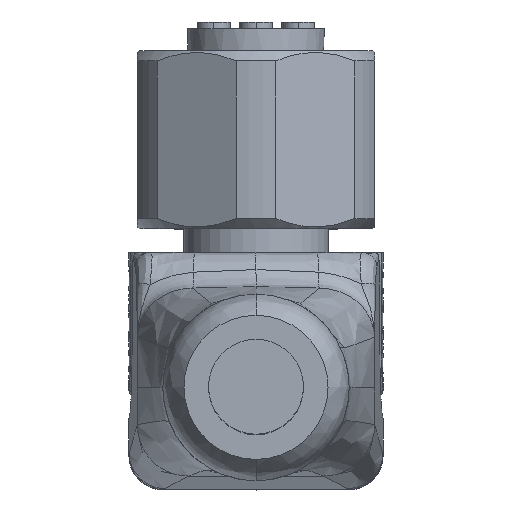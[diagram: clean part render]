
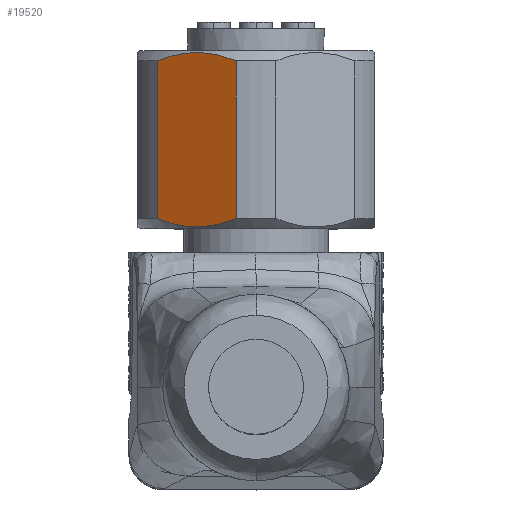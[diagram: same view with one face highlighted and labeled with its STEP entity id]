
A CAD part, top view. The second image highlights one B-rep face of the part: STEP entity #19520.
In plain terms, the highlighted planar face has unit normal (-0.5, 0, 0.866).
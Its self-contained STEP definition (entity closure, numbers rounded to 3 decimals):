
#4696=DIRECTION('',(0.,-1.,0.));
#4697=VECTOR('',#4696,9.3);
#4698=CARTESIAN_POINT('',(-5.832,20.2,4.716));
#4699=LINE('',#4698,#4697);
#4700=CARTESIAN_POINT('',(-1.168,10.9,7.408));
#4701=CARTESIAN_POINT('',(-1.331,10.832,7.314));
#4702=CARTESIAN_POINT('',(-1.653,10.711,7.128));
#4703=CARTESIAN_POINT('',(-2.123,10.572,6.857));
#4704=CARTESIAN_POINT('',(-2.586,10.473,6.59));
#4705=CARTESIAN_POINT('',(-3.044,10.413,6.325));
#4706=CARTESIAN_POINT('',(-3.5,10.393,6.062));
#4707=CARTESIAN_POINT('',(-3.956,10.413,5.799));
#4708=CARTESIAN_POINT('',(-4.414,10.473,5.534));
#4709=CARTESIAN_POINT('',(-4.877,10.572,5.267));
#4710=CARTESIAN_POINT('',(-5.347,10.711,4.996));
#4711=CARTESIAN_POINT('',(-5.669,10.832,4.81));
#4712=CARTESIAN_POINT('',(-5.832,10.9,4.716));
#4714=CARTESIAN_POINT('',(-1.168,20.2,7.408));
#4715=CARTESIAN_POINT('',(-1.331,20.268,7.314));
#4716=CARTESIAN_POINT('',(-1.653,20.389,7.128));
#4717=CARTESIAN_POINT('',(-2.123,20.528,6.857));
#4718=CARTESIAN_POINT('',(-2.586,20.627,6.59));
#4719=CARTESIAN_POINT('',(-3.044,20.687,6.325));
#4720=CARTESIAN_POINT('',(-3.5,20.707,6.062));
#4721=CARTESIAN_POINT('',(-3.956,20.687,5.799));
#4722=CARTESIAN_POINT('',(-4.414,20.627,5.534));
#4723=CARTESIAN_POINT('',(-4.877,20.528,5.267));
#4724=CARTESIAN_POINT('',(-5.347,20.389,4.996));
#4725=CARTESIAN_POINT('',(-5.669,20.268,4.81));
#4726=CARTESIAN_POINT('',(-5.832,20.2,4.716));
#4733=DIRECTION('',(0.,-1.,0.));
#4734=VECTOR('',#4733,9.3);
#4735=CARTESIAN_POINT('',(-1.168,20.2,7.408));
#4736=LINE('',#4735,#4734);
#7960=CARTESIAN_POINT('',(-1.168,20.2,7.408));
#7962=VERTEX_POINT('',#7960);
#7963=CARTESIAN_POINT('',(-5.832,20.2,4.716));
#7965=VERTEX_POINT('',#7963);
#7990=CARTESIAN_POINT('',(-1.168,10.9,7.408));
#7992=VERTEX_POINT('',#7990);
#7993=CARTESIAN_POINT('',(-5.832,10.9,4.716));
#7995=VERTEX_POINT('',#7993);
#19508=CARTESIAN_POINT('',(-7.,10.3,4.041));
#19509=DIRECTION('',(0.5,0.,-0.866));
#19510=DIRECTION('',(0.866,0.,0.5));
#19511=AXIS2_PLACEMENT_3D('',#19508,#19509,#19510);
#19512=PLANE('',#19511);
#19513=ORIENTED_EDGE('',*,*,#10223,.T.);
#19514=ORIENTED_EDGE('',*,*,#19503,.F.);
#19515=ORIENTED_EDGE('',*,*,#10118,.F.);
#19517=ORIENTED_EDGE('',*,*,#19516,.T.);
#19518=EDGE_LOOP('',(#19513,#19514,#19515,#19517));
#19519=FACE_OUTER_BOUND('',#19518,.F.);
#4713=B_SPLINE_CURVE_WITH_KNOTS('',3,(#4700,#4701,#4702,#4703,#4704,#4705,#4706,
#4707,#4708,#4709,#4710,#4711,#4712),.UNSPECIFIED.,.F.,.F.,(4,1,1,1,1,1,1,1,1,1,
4),(0.,0.1,0.2,0.3,0.4,0.5,0.6,0.7,0.8,0.9,1.),
.UNSPECIFIED.);
#4727=B_SPLINE_CURVE_WITH_KNOTS('',3,(#4714,#4715,#4716,#4717,#4718,#4719,#4720,
#4721,#4722,#4723,#4724,#4725,#4726),.UNSPECIFIED.,.F.,.F.,(4,1,1,1,1,1,1,1,1,1,
4),(0.,0.1,0.2,0.3,0.4,0.5,0.6,0.7,0.8,0.9,1.),
.UNSPECIFIED.);
#10118=EDGE_CURVE('',#7962,#7965,#4727,.T.);
#10223=EDGE_CURVE('',#7992,#7995,#4713,.T.);
#19503=EDGE_CURVE('',#7965,#7995,#4699,.T.);
#19516=EDGE_CURVE('',#7962,#7992,#4736,.T.);
#19520=ADVANCED_FACE('',(#19519),#19512,.F.);
